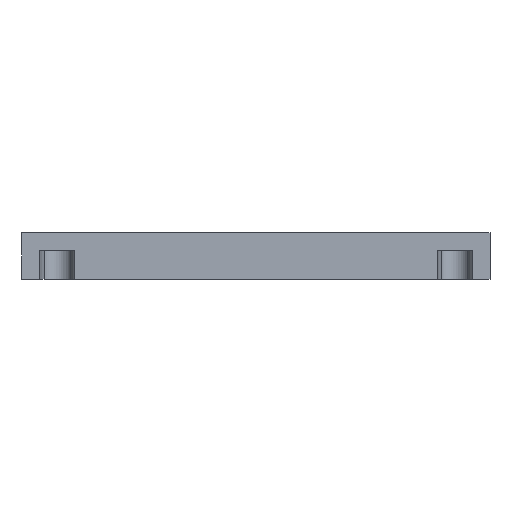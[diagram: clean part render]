
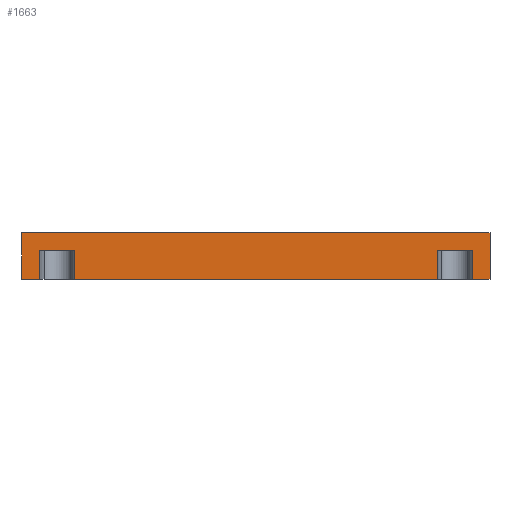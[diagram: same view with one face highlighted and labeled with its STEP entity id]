
A CAD part, left-side view. The second image highlights one B-rep face of the part: STEP entity #1663.
In plain terms, the highlighted planar face has unit normal (-1, 0, 0).
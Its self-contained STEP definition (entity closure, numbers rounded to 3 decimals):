
#9 = ORIENTED_EDGE ( 'NONE', *, *, #785, .F. ) ;
#28 = EDGE_LOOP ( 'NONE', ( #1577, #448, #800, #90, #1790, #218, #1669, #922, #1003, #9, #1509, #881 ) ) ;
#32 = DIRECTION ( 'NONE',  ( 0., 0., -1. ) ) ;
#35 = DIRECTION ( 'NONE',  ( 0., 1., 0. ) ) ;
#90 = ORIENTED_EDGE ( 'NONE', *, *, #422, .T. ) ;
#91 = VECTOR ( 'NONE', #847, 1000. ) ;
#131 = EDGE_CURVE ( 'NONE', #437, #344, #1231, .T. ) ;
#140 = CARTESIAN_POINT ( 'NONE',  ( -45., -30.95, 5. ) ) ;
#161 = CARTESIAN_POINT ( 'NONE',  ( -45., -36.95, 5. ) ) ;
#173 = CARTESIAN_POINT ( 'NONE',  ( -45., 30.95, 5. ) ) ;
#205 = DIRECTION ( 'NONE',  ( 1., 0., 0. ) ) ;
#206 = CARTESIAN_POINT ( 'NONE',  ( -45., 30.95, 0. ) ) ;
#218 = ORIENTED_EDGE ( 'NONE', *, *, #1048, .F. ) ;
#223 = VECTOR ( 'NONE', #1173, 1000. ) ;
#236 = EDGE_CURVE ( 'NONE', #326, #1192, #1853, .T. ) ;
#245 = DIRECTION ( 'NONE',  ( 0., 1., 0. ) ) ;
#260 = CARTESIAN_POINT ( 'NONE',  ( -45., -40., 8. ) ) ;
#263 = DIRECTION ( 'NONE',  ( 0., -1., 0. ) ) ;
#264 = VERTEX_POINT ( 'NONE', #1148 ) ;
#274 = LINE ( 'NONE', #161, #1833 ) ;
#326 = VERTEX_POINT ( 'NONE', #1455 ) ;
#327 = CARTESIAN_POINT ( 'NONE',  ( -45., 36.95, 5. ) ) ;
#344 = VERTEX_POINT ( 'NONE', #1773 ) ;
#373 = CARTESIAN_POINT ( 'NONE',  ( -45., 0., 0. ) ) ;
#378 = CARTESIAN_POINT ( 'NONE',  ( -45., 30.95, 5. ) ) ;
#422 = EDGE_CURVE ( 'NONE', #437, #1823, #274, .T. ) ;
#437 = VERTEX_POINT ( 'NONE', #1449 ) ;
#448 = ORIENTED_EDGE ( 'NONE', *, *, #706, .F. ) ;
#488 = DIRECTION ( 'NONE',  ( 0., -1., 0. ) ) ;
#526 = CARTESIAN_POINT ( 'NONE',  ( -45., 40., 8. ) ) ;
#559 = VECTOR ( 'NONE', #731, 1000. ) ;
#593 = CARTESIAN_POINT ( 'NONE',  ( -45., -30.95, 0. ) ) ;
#603 = EDGE_CURVE ( 'NONE', #1342, #890, #1117, .T. ) ;
#614 = FACE_OUTER_BOUND ( 'NONE', #28, .T. ) ;
#648 = PLANE ( 'NONE',  #1470 ) ;
#660 = EDGE_CURVE ( 'NONE', #326, #1127, #1543, .T. ) ;
#661 = CARTESIAN_POINT ( 'NONE',  ( -45., -40., 0. ) ) ;
#700 = VERTEX_POINT ( 'NONE', #593 ) ;
#706 = EDGE_CURVE ( 'NONE', #344, #700, #1033, .T. ) ;
#727 = EDGE_CURVE ( 'NONE', #1771, #700, #1901, .T. ) ;
#731 = DIRECTION ( 'NONE',  ( 0., -1., 0. ) ) ;
#742 = VECTOR ( 'NONE', #882, 1000. ) ;
#752 = DIRECTION ( 'NONE',  ( 0., 0., -1. ) ) ;
#785 = EDGE_CURVE ( 'NONE', #890, #264, #1309, .T. ) ;
#786 = VECTOR ( 'NONE', #35, 1000. ) ;
#800 = ORIENTED_EDGE ( 'NONE', *, *, #131, .F. ) ;
#804 = DIRECTION ( 'NONE',  ( 0., -1., 0. ) ) ;
#816 = VECTOR ( 'NONE', #488, 1000. ) ;
#832 = LINE ( 'NONE', #1097, #1609 ) ;
#843 = DIRECTION ( 'NONE',  ( 0., 0., -1. ) ) ;
#847 = DIRECTION ( 'NONE',  ( 0., 0., -1. ) ) ;
#881 = ORIENTED_EDGE ( 'NONE', *, *, #1551, .T. ) ;
#882 = DIRECTION ( 'NONE',  ( 0., 0., -1. ) ) ;
#890 = VERTEX_POINT ( 'NONE', #327 ) ;
#922 = ORIENTED_EDGE ( 'NONE', *, *, #236, .T. ) ;
#935 = CARTESIAN_POINT ( 'NONE',  ( -45., 0., 8. ) ) ;
#981 = CARTESIAN_POINT ( 'NONE',  ( -45., 30.95, 5. ) ) ;
#993 = LINE ( 'NONE', #260, #91 ) ;
#1003 = ORIENTED_EDGE ( 'NONE', *, *, #1316, .T. ) ;
#1017 = CARTESIAN_POINT ( 'NONE',  ( -45., 0., 0. ) ) ;
#1019 = DIRECTION ( 'NONE',  ( 0., 0., -1. ) ) ;
#1033 = LINE ( 'NONE', #140, #223 ) ;
#1037 = VECTOR ( 'NONE', #245, 1000. ) ;
#1048 = EDGE_CURVE ( 'NONE', #1127, #1705, #993, .T. ) ;
#1097 = CARTESIAN_POINT ( 'NONE',  ( -45., 0., 0. ) ) ;
#1117 = LINE ( 'NONE', #378, #1037 ) ;
#1127 = VERTEX_POINT ( 'NONE', #1485 ) ;
#1135 = CARTESIAN_POINT ( 'NONE',  ( -45., -40., 8. ) ) ;
#1148 = CARTESIAN_POINT ( 'NONE',  ( -45., 36.95, 0. ) ) ;
#1173 = DIRECTION ( 'NONE',  ( 0., 0., -1. ) ) ;
#1177 = CARTESIAN_POINT ( 'NONE',  ( -45., 40., 0. ) ) ;
#1192 = VERTEX_POINT ( 'NONE', #1177 ) ;
#1197 = VECTOR ( 'NONE', #843, 1000. ) ;
#1221 = LINE ( 'NONE', #373, #816 ) ;
#1231 = LINE ( 'NONE', #1810, #786 ) ;
#1240 = VECTOR ( 'NONE', #1019, 1000. ) ;
#1309 = LINE ( 'NONE', #1892, #742 ) ;
#1316 = EDGE_CURVE ( 'NONE', #1192, #264, #1221, .T. ) ;
#1329 = LINE ( 'NONE', #173, #1240 ) ;
#1342 = VERTEX_POINT ( 'NONE', #981 ) ;
#1435 = VECTOR ( 'NONE', #263, 1000. ) ;
#1449 = CARTESIAN_POINT ( 'NONE',  ( -45., -36.95, 5. ) ) ;
#1455 = CARTESIAN_POINT ( 'NONE',  ( -45., 40., 8. ) ) ;
#1470 = AXIS2_PLACEMENT_3D ( 'NONE', #935, #205, #32 ) ;
#1485 = CARTESIAN_POINT ( 'NONE',  ( -45., -40., 8. ) ) ;
#1509 = ORIENTED_EDGE ( 'NONE', *, *, #603, .F. ) ;
#1543 = LINE ( 'NONE', #1135, #1435 ) ;
#1551 = EDGE_CURVE ( 'NONE', #1342, #1771, #1329, .T. ) ;
#1577 = ORIENTED_EDGE ( 'NONE', *, *, #727, .T. ) ;
#1609 = VECTOR ( 'NONE', #804, 1000. ) ;
#1663 = ADVANCED_FACE ( 'NONE', ( #614 ), #648, .F. ) ;
#1669 = ORIENTED_EDGE ( 'NONE', *, *, #660, .F. ) ;
#1705 = VERTEX_POINT ( 'NONE', #661 ) ;
#1771 = VERTEX_POINT ( 'NONE', #206 ) ;
#1773 = CARTESIAN_POINT ( 'NONE',  ( -45., -30.95, 5. ) ) ;
#1790 = ORIENTED_EDGE ( 'NONE', *, *, #1875, .T. ) ;
#1810 = CARTESIAN_POINT ( 'NONE',  ( -45., -30.95, 5. ) ) ;
#1823 = VERTEX_POINT ( 'NONE', #1826 ) ;
#1826 = CARTESIAN_POINT ( 'NONE',  ( -45., -36.95, 0. ) ) ;
#1833 = VECTOR ( 'NONE', #752, 1000. ) ;
#1853 = LINE ( 'NONE', #526, #1197 ) ;
#1875 = EDGE_CURVE ( 'NONE', #1823, #1705, #832, .T. ) ;
#1892 = CARTESIAN_POINT ( 'NONE',  ( -45., 36.95, 5. ) ) ;
#1901 = LINE ( 'NONE', #1017, #559 ) ;
